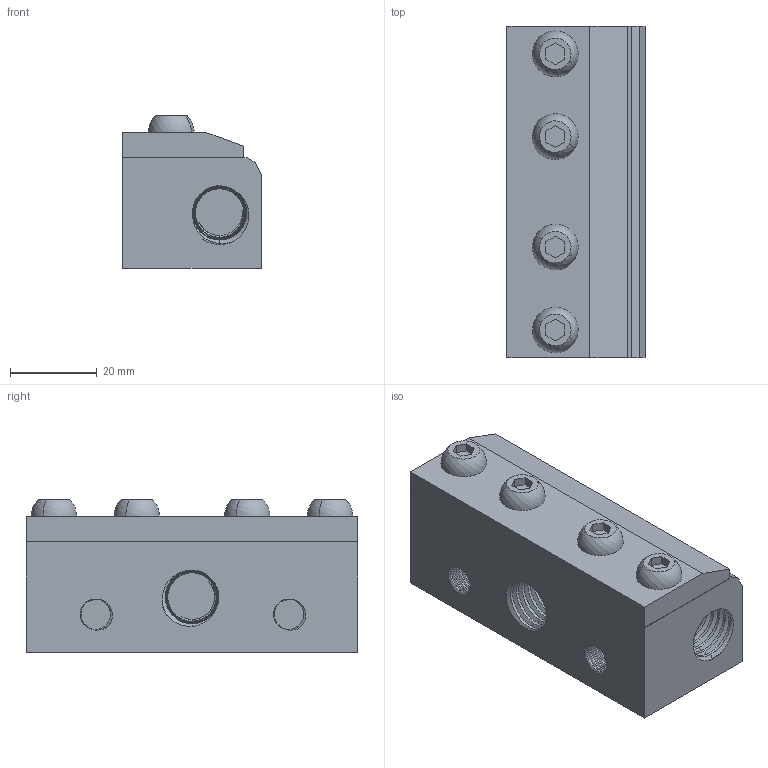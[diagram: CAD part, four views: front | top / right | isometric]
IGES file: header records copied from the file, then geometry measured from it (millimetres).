
Start section: START RECORD GO HERE.
Global section: file name: 10003S.igs; native system: DASSAULT SYSTEMES CATIA V5 R21 - www.3ds.com; preprocessor: CATIA Version 5 Release 21 ; author: Het Padachh; organization: DESKTOP-DL55NFQ; date: 20201130.155625; units: millimetre
Bounding box: 31.75 x 76.2 x 35.04 mm (x, y, z)
Volume: 64501.6 mm3; surface area: 16641.6 mm2
Topology: 1 solids, 1 shells, 5717 faces, 16925 edges, 11240 vertices
Faces by surface type: plane 5317, bspline 263, revolution 137
